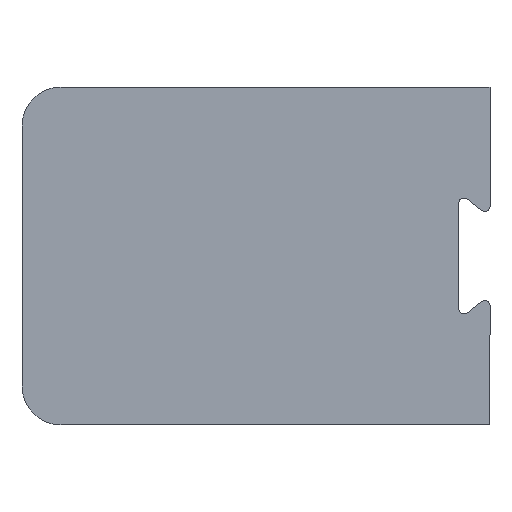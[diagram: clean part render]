
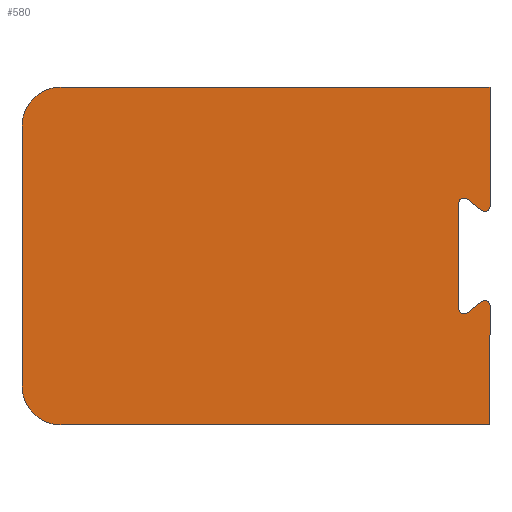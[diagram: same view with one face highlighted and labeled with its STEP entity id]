
A CAD part, front view. The second image highlights one B-rep face of the part: STEP entity #580.
In plain terms, the highlighted planar face has unit normal (0, -1, 0).
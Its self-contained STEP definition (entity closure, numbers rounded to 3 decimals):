
#2 = DIRECTION ( 'NONE',  ( 0., 0., -1. ) ) ;
#13 = DIRECTION ( 'NONE',  ( 0., 0., 1. ) ) ;
#15 = DIRECTION ( 'NONE',  ( 0., 0., 1. ) ) ;
#79 = DIRECTION ( 'NONE',  ( 0.788, 0., 0.616 ) ) ;
#94 = AXIS2_PLACEMENT_3D ( 'NONE', #3274, #442, #13 ) ;
#135 = ORIENTED_EDGE ( 'NONE', *, *, #2487, .F. ) ;
#150 = DIRECTION ( 'NONE',  ( -0.788, 0., 0.616 ) ) ;
#165 = AXIS2_PLACEMENT_3D ( 'NONE', #510, #2775, #15 ) ;
#178 = EDGE_CURVE ( 'NONE', #506, #2113, #477, .T. ) ;
#189 = CARTESIAN_POINT ( 'NONE',  ( 77.04, 0., -20.996 ) ) ;
#217 = CARTESIAN_POINT ( 'NONE',  ( 77.04, 0., -66.896 ) ) ;
#251 = DIRECTION ( 'NONE',  ( 1., 0., 0. ) ) ;
#282 = ORIENTED_EDGE ( 'NONE', *, *, #3168, .F. ) ;
#314 = CARTESIAN_POINT ( 'NONE',  ( 68.271, 0., -23.747 ) ) ;
#330 = LINE ( 'NONE', #361, #2015 ) ;
#361 = CARTESIAN_POINT ( 'NONE',  ( 65.04, 0., 18.379 ) ) ;
#411 = VERTEX_POINT ( 'NONE', #1869 ) ;
#418 = VERTEX_POINT ( 'NONE', #829 ) ;
#442 = DIRECTION ( 'NONE',  ( 0., 1., 0. ) ) ;
#452 = AXIS2_PLACEMENT_3D ( 'NONE', #2607, #3088, #853 ) ;
#477 = LINE ( 'NONE', #217, #3076 ) ;
#485 = AXIS2_PLACEMENT_3D ( 'NONE', #2858, #1341, #2352 ) ;
#500 = CARTESIAN_POINT ( 'NONE',  ( 73.808, 0., 15.629 ) ) ;
#506 = VERTEX_POINT ( 'NONE', #1902 ) ;
#510 = CARTESIAN_POINT ( 'NONE',  ( 67.04, 0., -22.171 ) ) ;
#538 = CARTESIAN_POINT ( 'NONE',  ( 73.808, 0., -19.42 ) ) ;
#561 = EDGE_CURVE ( 'NONE', #418, #1534, #1413, .T. ) ;
#580 = ADVANCED_FACE ( 'NONE', ( #2496 ), #1204, .F. ) ;
#582 = CIRCLE ( 'NONE', #165, 2. ) ;
#616 = DIRECTION ( 'NONE',  ( 0., 0., 1. ) ) ;
#621 = EDGE_CURVE ( 'NONE', #1629, #1950, #1454, .T. ) ;
#680 = VERTEX_POINT ( 'NONE', #1781 ) ;
#683 = CIRCLE ( 'NONE', #2367, 15. ) ;
#742 = VERTEX_POINT ( 'NONE', #538 ) ;
#776 = LINE ( 'NONE', #1551, #3231 ) ;
#822 = DIRECTION ( 'NONE',  ( 0., 0., 1. ) ) ;
#824 = EDGE_CURVE ( 'NONE', #2845, #1629, #3011, .T. ) ;
#829 = CARTESIAN_POINT ( 'NONE',  ( 75.04, 0., 15.205 ) ) ;
#853 = DIRECTION ( 'NONE',  ( 0., 0., 1. ) ) ;
#863 = CIRCLE ( 'NONE', #452, 2. ) ;
#901 = AXIS2_PLACEMENT_3D ( 'NONE', #2632, #1841, #616 ) ;
#931 = CARTESIAN_POINT ( 'NONE',  ( 73.808, 0., 15.629 ) ) ;
#936 = ORIENTED_EDGE ( 'NONE', *, *, #2874, .F. ) ;
#960 = VECTOR ( 'NONE', #3253, 1000. ) ;
#1030 = CARTESIAN_POINT ( 'NONE',  ( 68.271, 0., -23.747 ) ) ;
#1072 = CARTESIAN_POINT ( 'NONE',  ( -102.96, 0., -51.896 ) ) ;
#1110 = ORIENTED_EDGE ( 'NONE', *, *, #2870, .F. ) ;
#1120 = DIRECTION ( 'NONE',  ( 0., 0., -1. ) ) ;
#1124 = CIRCLE ( 'NONE', #1918, 2. ) ;
#1173 = CARTESIAN_POINT ( 'NONE',  ( -87.96, 0., -51.896 ) ) ;
#1187 = VERTEX_POINT ( 'NONE', #314 ) ;
#1204 = PLANE ( 'NONE',  #94 ) ;
#1219 = ORIENTED_EDGE ( 'NONE', *, *, #2992, .F. ) ;
#1289 = DIRECTION ( 'NONE',  ( 0., 1., 0. ) ) ;
#1309 = EDGE_CURVE ( 'NONE', #680, #2379, #863, .T. ) ;
#1324 = VERTEX_POINT ( 'NONE', #2656 ) ;
#1328 = ORIENTED_EDGE ( 'NONE', *, *, #178, .F. ) ;
#1341 = DIRECTION ( 'NONE',  ( 0., 1., 0. ) ) ;
#1387 = CARTESIAN_POINT ( 'NONE',  ( 65.04, 0., -22.171 ) ) ;
#1413 = CIRCLE ( 'NONE', #1837, 2. ) ;
#1454 = LINE ( 'NONE', #1971, #3101 ) ;
#1468 = ORIENTED_EDGE ( 'NONE', *, *, #1735, .F. ) ;
#1474 = ORIENTED_EDGE ( 'NONE', *, *, #2144, .F. ) ;
#1498 = CARTESIAN_POINT ( 'NONE',  ( 77.04, 0., -20.996 ) ) ;
#1534 = VERTEX_POINT ( 'NONE', #500 ) ;
#1551 = CARTESIAN_POINT ( 'NONE',  ( 77.04, 0., 63.104 ) ) ;
#1563 = CARTESIAN_POINT ( 'NONE',  ( -87.96, 0., 48.104 ) ) ;
#1629 = VERTEX_POINT ( 'NONE', #2038 ) ;
#1631 = CARTESIAN_POINT ( 'NONE',  ( 77.04, 0., 63.104 ) ) ;
#1648 = EDGE_CURVE ( 'NONE', #1187, #742, #2085, .T. ) ;
#1663 = ORIENTED_EDGE ( 'NONE', *, *, #621, .F. ) ;
#1665 = DIRECTION ( 'NONE',  ( 0., 0., 1. ) ) ;
#1735 = EDGE_CURVE ( 'NONE', #3198, #2845, #2328, .T. ) ;
#1778 = VECTOR ( 'NONE', #150, 1000. ) ;
#1781 = CARTESIAN_POINT ( 'NONE',  ( 68.271, 0., 19.955 ) ) ;
#1837 = AXIS2_PLACEMENT_3D ( 'NONE', #2523, #2282, #2951 ) ;
#1841 = DIRECTION ( 'NONE',  ( 0., -1., 0. ) ) ;
#1869 = CARTESIAN_POINT ( 'NONE',  ( 67.04, 0., -24.171 ) ) ;
#1902 = CARTESIAN_POINT ( 'NONE',  ( 77.04, 0., -66.896 ) ) ;
#1904 = CIRCLE ( 'NONE', #901, 2. ) ;
#1918 = AXIS2_PLACEMENT_3D ( 'NONE', #2088, #3086, #822 ) ;
#1950 = VERTEX_POINT ( 'NONE', #1631 ) ;
#1955 = EDGE_CURVE ( 'NONE', #1534, #680, #2140, .T. ) ;
#1964 = CIRCLE ( 'NONE', #485, 2. ) ;
#1971 = CARTESIAN_POINT ( 'NONE',  ( -87.96, 0., 63.104 ) ) ;
#1996 = LINE ( 'NONE', #1498, #960 ) ;
#2014 = AXIS2_PLACEMENT_3D ( 'NONE', #1563, #1289, #2355 ) ;
#2015 = VECTOR ( 'NONE', #1120, 1000. ) ;
#2037 = VERTEX_POINT ( 'NONE', #189 ) ;
#2038 = CARTESIAN_POINT ( 'NONE',  ( -87.96, 0., 63.104 ) ) ;
#2044 = VERTEX_POINT ( 'NONE', #1387 ) ;
#2083 = CARTESIAN_POINT ( 'NONE',  ( -102.96, 0., 48.104 ) ) ;
#2085 = LINE ( 'NONE', #1030, #3104 ) ;
#2088 = CARTESIAN_POINT ( 'NONE',  ( 75.04, 0., 17.205 ) ) ;
#2095 = VECTOR ( 'NONE', #2914, 1000. ) ;
#2113 = VERTEX_POINT ( 'NONE', #2213 ) ;
#2123 = CARTESIAN_POINT ( 'NONE',  ( 65.04, 0., 18.379 ) ) ;
#2140 = LINE ( 'NONE', #931, #1778 ) ;
#2144 = EDGE_CURVE ( 'NONE', #2037, #506, #1996, .T. ) ;
#2198 = ORIENTED_EDGE ( 'NONE', *, *, #1648, .F. ) ;
#2213 = CARTESIAN_POINT ( 'NONE',  ( -87.96, 0., -66.896 ) ) ;
#2269 = ORIENTED_EDGE ( 'NONE', *, *, #2534, .F. ) ;
#2282 = DIRECTION ( 'NONE',  ( 0., 1., 0. ) ) ;
#2328 = LINE ( 'NONE', #1072, #2095 ) ;
#2352 = DIRECTION ( 'NONE',  ( 0., 0., 1. ) ) ;
#2353 = ORIENTED_EDGE ( 'NONE', *, *, #824, .F. ) ;
#2355 = DIRECTION ( 'NONE',  ( 0., 0., 1. ) ) ;
#2367 = AXIS2_PLACEMENT_3D ( 'NONE', #1173, #2940, #1665 ) ;
#2379 = VERTEX_POINT ( 'NONE', #2123 ) ;
#2401 = ORIENTED_EDGE ( 'NONE', *, *, #1955, .F. ) ;
#2487 = EDGE_CURVE ( 'NONE', #2379, #2044, #330, .T. ) ;
#2493 = DIRECTION ( 'NONE',  ( -1., 0., 0. ) ) ;
#2496 = FACE_OUTER_BOUND ( 'NONE', #2584, .T. ) ;
#2523 = CARTESIAN_POINT ( 'NONE',  ( 75.04, 0., 17.205 ) ) ;
#2534 = EDGE_CURVE ( 'NONE', #2113, #3198, #683, .T. ) ;
#2584 = EDGE_LOOP ( 'NONE', ( #2719, #2401, #2949, #282, #1219, #1663, #2353, #1468, #2269, #1328, #1474, #936, #2198, #3157, #1110, #135 ) ) ;
#2607 = CARTESIAN_POINT ( 'NONE',  ( 67.04, 0., 18.379 ) ) ;
#2632 = CARTESIAN_POINT ( 'NONE',  ( 67.04, 0., -22.171 ) ) ;
#2656 = CARTESIAN_POINT ( 'NONE',  ( 77.04, 0., 17.205 ) ) ;
#2719 = ORIENTED_EDGE ( 'NONE', *, *, #1309, .F. ) ;
#2743 = EDGE_CURVE ( 'NONE', #411, #1187, #582, .T. ) ;
#2775 = DIRECTION ( 'NONE',  ( 0., -1., 0. ) ) ;
#2845 = VERTEX_POINT ( 'NONE', #2083 ) ;
#2858 = CARTESIAN_POINT ( 'NONE',  ( 75.04, 0., -20.996 ) ) ;
#2870 = EDGE_CURVE ( 'NONE', #2044, #411, #1904, .T. ) ;
#2874 = EDGE_CURVE ( 'NONE', #742, #2037, #1964, .T. ) ;
#2914 = DIRECTION ( 'NONE',  ( 0., 0., 1. ) ) ;
#2940 = DIRECTION ( 'NONE',  ( 0., 1., 0. ) ) ;
#2949 = ORIENTED_EDGE ( 'NONE', *, *, #561, .F. ) ;
#2951 = DIRECTION ( 'NONE',  ( 0., 0., 1. ) ) ;
#2992 = EDGE_CURVE ( 'NONE', #1950, #1324, #776, .T. ) ;
#3011 = CIRCLE ( 'NONE', #2014, 15. ) ;
#3076 = VECTOR ( 'NONE', #2493, 1000. ) ;
#3086 = DIRECTION ( 'NONE',  ( 0., 1., 0. ) ) ;
#3088 = DIRECTION ( 'NONE',  ( 0., -1., 0. ) ) ;
#3101 = VECTOR ( 'NONE', #251, 1000. ) ;
#3104 = VECTOR ( 'NONE', #79, 1000. ) ;
#3157 = ORIENTED_EDGE ( 'NONE', *, *, #2743, .F. ) ;
#3168 = EDGE_CURVE ( 'NONE', #1324, #418, #1124, .T. ) ;
#3198 = VERTEX_POINT ( 'NONE', #3224 ) ;
#3224 = CARTESIAN_POINT ( 'NONE',  ( -102.96, 0., -51.896 ) ) ;
#3231 = VECTOR ( 'NONE', #2, 1000. ) ;
#3253 = DIRECTION ( 'NONE',  ( 0., 0., -1. ) ) ;
#3274 = CARTESIAN_POINT ( 'NONE',  ( 67.04, 0., 18.379 ) ) ;
